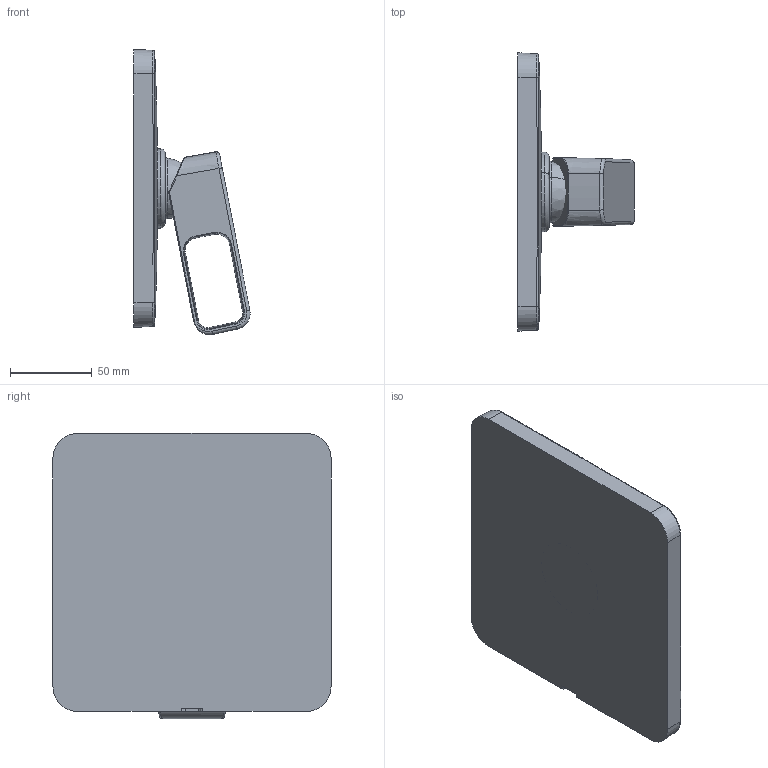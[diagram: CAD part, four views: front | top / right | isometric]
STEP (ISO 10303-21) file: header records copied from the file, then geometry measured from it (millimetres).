
FILE_DESCRIPTION(('CAx-IF Rec.Pracs.---Model Styling and Organization---1.2---2011-12-15','CAx-IF Rec.Pracs.---Geometric and Assembly Validation Properties---4.1---2014-06-16','CAx-IF Rec.Pracs.---PMI Polyline Presentation---2.0---2013-05-24'),'2;1');
FILE_NAME('1000085192_PPR_000.stp','2017-03-14T09:06:14+01:00',(''),(''),'STEP Interface 4.0.1101 by CT CoreTechnologie','3D_Evolution4.0.1101 by CT CoreTechnologie','');
FILE_SCHEMA(('AP203_CONFIGURATION_CONTROLLED_3D_DESIGN_OF_MECHANICAL_PARTS_AND_ASSEMBLIES_MIM_LF'));
Length unit declared in the file: millimetre
Products named in the file (4): P_2 AX Urquiola Brausenmischer UP F-Set 1000085192_PPR_000_A0; P_2 Huelse fuer Mischsystem Landhaus 1000085193_PPA_000_A0; P_2 Rosette_UPT- FS_AX_Urquiola 1000085194_PPA_000_A0; P_2 Griff WAPM Urquiola 1000085196_PPA_000_A0
Assembly tree (3 placements, depth 2):
  P_2 AX Urquiola Brausenmischer UP F-Set 1000085192_PPR_000_A0
    P_2 Huelse fuer Mischsystem Landhaus 1000085193_PPA_000_A0
    P_2 Rosette_UPT- FS_AX_Urquiola 1000085194_PPA_000_A0
    P_2 Griff WAPM Urquiola 1000085196_PPA_000_A0
Bounding box: 71.05 x 170 x 174.41 mm (x, y, z)
Volume: 510453.4 mm3; surface area: 93244.4 mm2
Topology: 3 solids, 3 shells, 114 faces, 264 edges, 157 vertices
Faces by surface type: bspline 68, cylinder 25, plane 21
Entity records: 10805 total; most frequent: CARTESIAN_POINT 6838, ORIENTED_EDGE 528, DIRECTION 515, EDGE_CURVE 264, AXIS2_PLACEMENT_3D 215, CIRCLE 165, VERTEX_POINT 157, EDGE_LOOP 117
